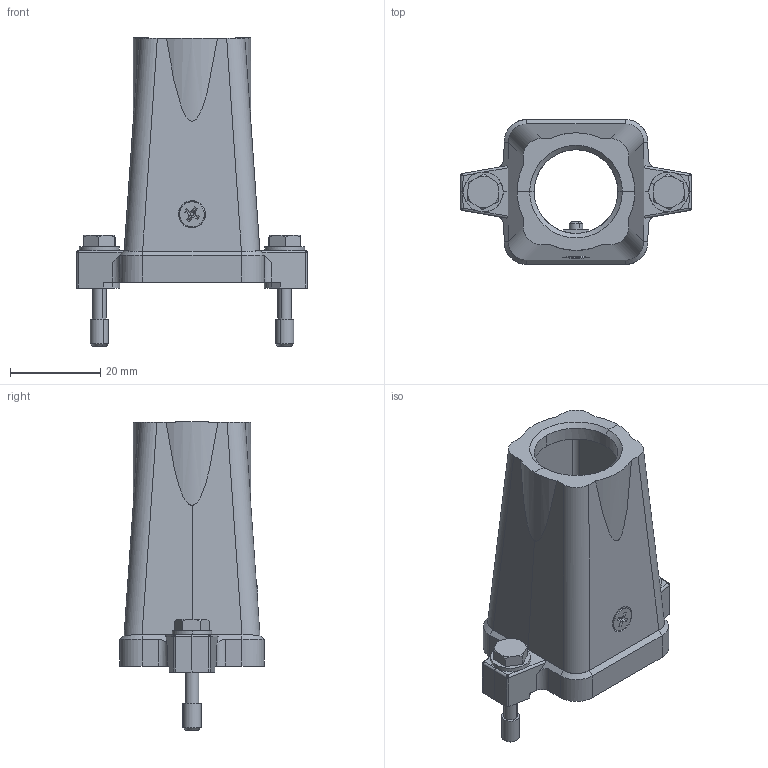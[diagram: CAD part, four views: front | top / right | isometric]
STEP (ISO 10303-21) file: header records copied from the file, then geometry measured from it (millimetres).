
FILE_DESCRIPTION (( 'STEP AP203' ), '1' );
FILE_NAME ('HP3A-TE-2S-M20.STP', '2017-06-28T12:10:17', ( '微软用户' ), ( '微软中国' ), 'SwSTEP 2.0', 'SolidWorks 2012', '' );
FILE_SCHEMA (( 'CONFIG_CONTROL_DESIGN' ));
Length unit declared in the file: millimetre
Products named in the file (1): HP3A-TE-2S-M20
Bounding box: 51 x 32 x 68.15 mm (x, y, z)
Volume: 17614.1 mm3; surface area: 12807.3 mm2
Topology: 2 solids, 2 shells, 223 faces, 582 edges, 366 vertices
Faces by surface type: plane 102, cylinder 73, cone 29, bspline 15, torus 4
Entity records: 7737 total; most frequent: CARTESIAN_POINT 2503, ORIENTED_EDGE 1148, DIRECTION 996, EDGE_CURVE 574, VERTEX_POINT 366, AXIS2_PLACEMENT_3D 343, LINE 310, VECTOR 310
